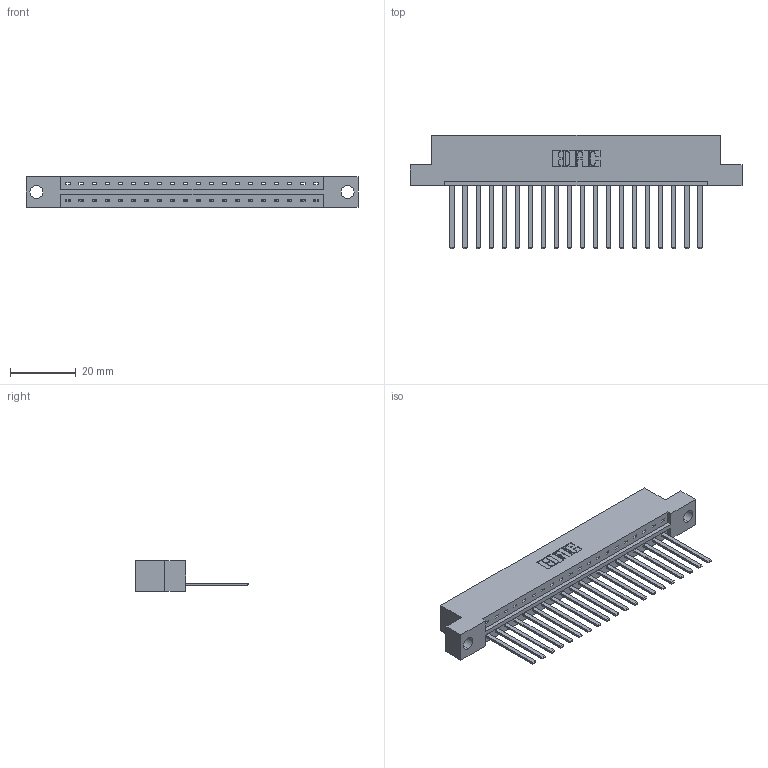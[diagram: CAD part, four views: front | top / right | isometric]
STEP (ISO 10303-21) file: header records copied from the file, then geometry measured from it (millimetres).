
FILE_DESCRIPTION (( 'STEP AP203' ), '1' );
FILE_NAME ('833-020-544-104.STEP', '2020-06-01T13:27:41', ( '' ), ( '' ), 'SwSTEP 2.0', 'SolidWorks 2020', '' );
FILE_SCHEMA (( 'CONFIG_CONTROL_DESIGN' ));
Length unit declared in the file: inch
Products named in the file (3): 833-020-544-104; 833 Part_Flush - .156 Dia - TH; 345-292-001_345-293-144
Assembly tree (21 placements, depth 2):
  833-020-544-104
    833 Part_Flush - .156 Dia - TH
    345-292-001_345-293-144  x20
Bounding box: 100.79 x 34.3 x 9.4 mm (x, y, z)
Volume: 10096.6 mm3; surface area: 11328.9 mm2
Topology: 21 solids, 21 shells, 1154 faces, 3471 edges, 2286 vertices
Faces by surface type: plane 830, cylinder 324
Entity records: 14891 total; most frequent: CARTESIAN_POINT 2578, ORIENTED_EDGE 2534, DIRECTION 2215, EDGE_CURVE 1267, LINE 1143, VECTOR 1143, VERTEX_POINT 842, AXIS2_PLACEMENT_3D 536
